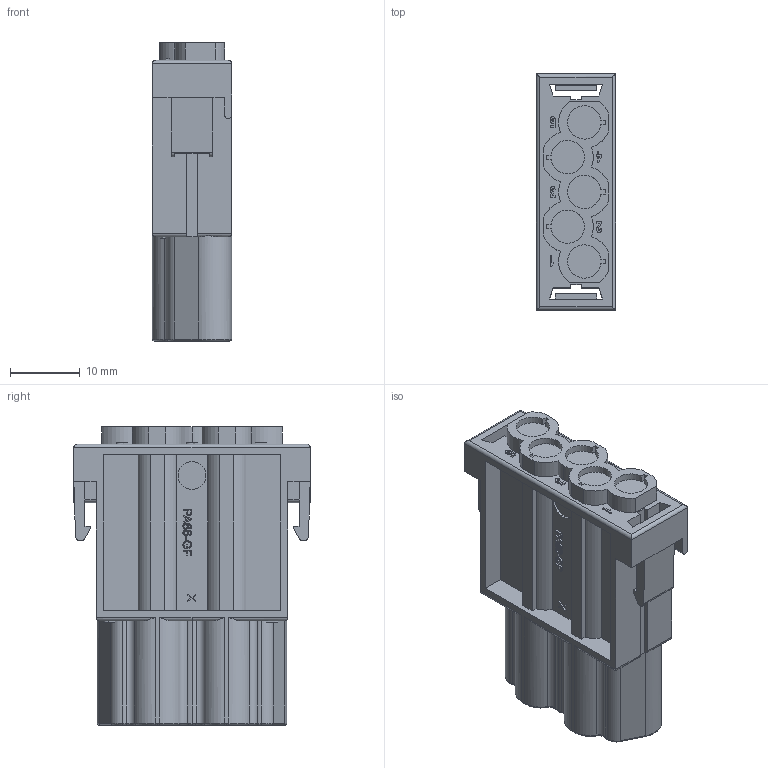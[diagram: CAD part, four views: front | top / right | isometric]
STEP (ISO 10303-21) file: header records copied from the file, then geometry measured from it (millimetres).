
FILE_DESCRIPTION(/* description */ (''),/* implementation_level */ '2;1');
FILE_NAME(/* name */ 'C146 D05 871 E8.stp',/* time_stamp */ '2017-05-05T14:13:54+02:00',/* author */ (''),/* organization */ (''),/* preprocessor_version */ 'ST-DEVELOPER v15',/* originating_system */ 'SIEMENS PLM Software NX 9.0',/* authorisation */ '');
FILE_SCHEMA (('CONFIG_CONTROL_DESIGN'));
Length unit declared in the file: millimetre
Products named in the file (1): c146 d05 800 e8nxm001-05
Bounding box: 11.4 x 34 x 42.9 mm (x, y, z)
Volume: 9476.4 mm3; surface area: 5548 mm2
Topology: 1 solids, 1 shells, 550 faces, 1415 edges, 907 vertices
Faces by surface type: plane 311, cylinder 134, extrusion 57, torus 47, bspline 1
Full cylindrical faces by diameter (mm): 4 x1
Entity records: 17976 total; most frequent: CARTESIAN_POINT 4496, ORIENTED_EDGE 2828, DIRECTION 2658, EDGE_CURVE 1414, VECTOR 1008, LINE 951, VERTEX_POINT 907, AXIS2_PLACEMENT_3D 825
